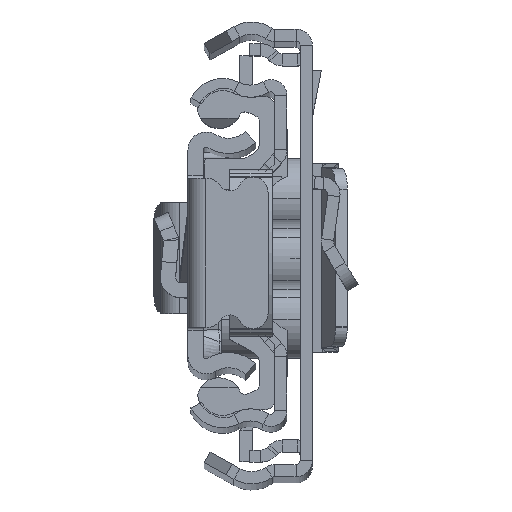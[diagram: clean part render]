
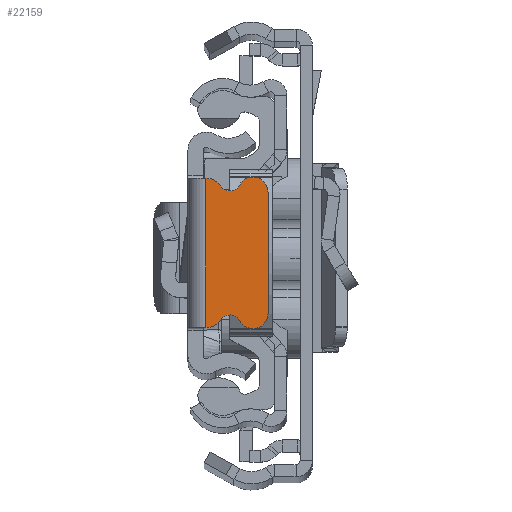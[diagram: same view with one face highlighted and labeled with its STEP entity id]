
A CAD part, top view. The second image highlights one B-rep face of the part: STEP entity #22159.
In plain terms, the highlighted planar face has unit normal (0, 0, 1).
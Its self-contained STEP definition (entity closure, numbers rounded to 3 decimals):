
#34 = EDGE_CURVE ( 'NONE', #3992, #25969, #7417, .T. ) ;
#110 = CARTESIAN_POINT ( 'NONE',  ( -1.929, 7.37, 0. ) ) ;
#137 = AXIS2_PLACEMENT_3D ( 'NONE', #17142, #13111, #10826 ) ;
#394 = CARTESIAN_POINT ( 'NONE',  ( -1.75, -7.37, 0. ) ) ;
#399 = VECTOR ( 'NONE', #3321, 1000. ) ;
#594 = EDGE_LOOP ( 'NONE', ( #15093, #3381, #4745, #17091, #24080, #16513, #16805, #11597, #10801, #17688 ) ) ;
#850 = AXIS2_PLACEMENT_3D ( 'NONE', #11912, #11521, #24148 ) ;
#1252 = EDGE_CURVE ( 'NONE', #2780, #24603, #22481, .T. ) ;
#1409 = VECTOR ( 'NONE', #8531, 1000. ) ;
#1587 = CARTESIAN_POINT ( 'NONE',  ( -1.929, -7.37, 0. ) ) ;
#2416 = VECTOR ( 'NONE', #14742, 1000. ) ;
#2780 = VERTEX_POINT ( 'NONE', #4463 ) ;
#2789 = AXIS2_PLACEMENT_3D ( 'NONE', #3492, #11961, #17725 ) ;
#3321 = DIRECTION ( 'NONE',  ( -1., 0., 0. ) ) ;
#3381 = ORIENTED_EDGE ( 'NONE', *, *, #8113, .F. ) ;
#3492 = CARTESIAN_POINT ( 'NONE',  ( -4.142, 7.236, 0. ) ) ;
#3677 = CIRCLE ( 'NONE', #8787, 1.5 ) ;
#3992 = VERTEX_POINT ( 'NONE', #25056 ) ;
#4463 = CARTESIAN_POINT ( 'NONE',  ( -5.109, 6.713, 0. ) ) ;
#4667 = LINE ( 'NONE', #110, #2416 ) ;
#4715 = EDGE_CURVE ( 'NONE', #20993, #3992, #3677, .T. ) ;
#4745 = ORIENTED_EDGE ( 'NONE', *, *, #21495, .T. ) ;
#5597 = AXIS2_PLACEMENT_3D ( 'NONE', #18204, #18466, #8240 ) ;
#5626 = EDGE_CURVE ( 'NONE', #20190, #2780, #17368, .T. ) ;
#6321 = CARTESIAN_POINT ( 'NONE',  ( -7.929, 6., 0. ) ) ;
#6937 = CARTESIAN_POINT ( 'NONE',  ( -6.429, 6., 0. ) ) ;
#7417 = CIRCLE ( 'NONE', #137, 1.1 ) ;
#8113 = EDGE_CURVE ( 'NONE', #26047, #10595, #4667, .T. ) ;
#8240 = DIRECTION ( 'NONE',  ( 1., 0., 0. ) ) ;
#8531 = DIRECTION ( 'NONE',  ( 0., -1., 0. ) ) ;
#8787 = AXIS2_PLACEMENT_3D ( 'NONE', #16866, #25098, #14328 ) ;
#8820 = DIRECTION ( 'NONE',  ( -1., 0., 0. ) ) ;
#9946 = EDGE_CURVE ( 'NONE', #24603, #20993, #15058, .T. ) ;
#10397 = FACE_OUTER_BOUND ( 'NONE', #594, .T. ) ;
#10595 = VERTEX_POINT ( 'NONE', #25870 ) ;
#10801 = ORIENTED_EDGE ( 'NONE', *, *, #11819, .T. ) ;
#10826 = DIRECTION ( 'NONE',  ( -1., 0., 0. ) ) ;
#11236 = CIRCLE ( 'NONE', #13358, 1.5 ) ;
#11521 = DIRECTION ( 'NONE',  ( 0., 0., 1. ) ) ;
#11597 = ORIENTED_EDGE ( 'NONE', *, *, #34, .T. ) ;
#11819 = EDGE_CURVE ( 'NONE', #25969, #16612, #11236, .T. ) ;
#11912 = CARTESIAN_POINT ( 'NONE',  ( -1.929, 5.87, 0. ) ) ;
#11961 = DIRECTION ( 'NONE',  ( 0., 0., -1. ) ) ;
#13111 = DIRECTION ( 'NONE',  ( 0., 0., -1. ) ) ;
#13358 = AXIS2_PLACEMENT_3D ( 'NONE', #15331, #16938, #19094 ) ;
#13383 = CARTESIAN_POINT ( 'NONE',  ( -1.929, -7.37, 0. ) ) ;
#13920 = LINE ( 'NONE', #13383, #399 ) ;
#14328 = DIRECTION ( 'NONE',  ( 1., 0., 0. ) ) ;
#14742 = DIRECTION ( 'NONE',  ( 1., 0., 0. ) ) ;
#14860 = CARTESIAN_POINT ( 'NONE',  ( -1.75, 0., 0. ) ) ;
#14928 = CARTESIAN_POINT ( 'NONE',  ( -7.929, -6., 0. ) ) ;
#15058 = LINE ( 'NONE', #15466, #20318 ) ;
#15093 = ORIENTED_EDGE ( 'NONE', *, *, #18021, .F. ) ;
#15331 = CARTESIAN_POINT ( 'NONE',  ( -1.929, -5.87, 0. ) ) ;
#15466 = CARTESIAN_POINT ( 'NONE',  ( -7.929, -6., 0. ) ) ;
#15925 = PLANE ( 'NONE',  #5597 ) ;
#16513 = ORIENTED_EDGE ( 'NONE', *, *, #9946, .T. ) ;
#16612 = VERTEX_POINT ( 'NONE', #1587 ) ;
#16805 = ORIENTED_EDGE ( 'NONE', *, *, #4715, .T. ) ;
#16866 = CARTESIAN_POINT ( 'NONE',  ( -6.429, -6., 0. ) ) ;
#16938 = DIRECTION ( 'NONE',  ( 0., 0., 1. ) ) ;
#17091 = ORIENTED_EDGE ( 'NONE', *, *, #5626, .T. ) ;
#17120 = CARTESIAN_POINT ( 'NONE',  ( -3.206, 6.658, 0. ) ) ;
#17142 = CARTESIAN_POINT ( 'NONE',  ( -4.142, -7.236, 0. ) ) ;
#17347 = DIRECTION ( 'NONE',  ( 0., -1., 0. ) ) ;
#17368 = CIRCLE ( 'NONE', #2789, 1.1 ) ;
#17688 = ORIENTED_EDGE ( 'NONE', *, *, #21471, .F. ) ;
#17725 = DIRECTION ( 'NONE',  ( 1., 0., 0. ) ) ;
#18021 = EDGE_CURVE ( 'NONE', #10595, #20553, #23351, .T. ) ;
#18174 = AXIS2_PLACEMENT_3D ( 'NONE', #6937, #23634, #8820 ) ;
#18204 = CARTESIAN_POINT ( 'NONE',  ( 344.071, 0., 0. ) ) ;
#18466 = DIRECTION ( 'NONE',  ( 0., 0., 1. ) ) ;
#19094 = DIRECTION ( 'NONE',  ( 1., 0., 0. ) ) ;
#19279 = CARTESIAN_POINT ( 'NONE',  ( -1.929, 7.37, 0. ) ) ;
#19719 = CIRCLE ( 'NONE', #850, 1.5 ) ;
#20123 = CARTESIAN_POINT ( 'NONE',  ( -3.206, -6.658, 0. ) ) ;
#20190 = VERTEX_POINT ( 'NONE', #17120 ) ;
#20318 = VECTOR ( 'NONE', #17347, 1000. ) ;
#20553 = VERTEX_POINT ( 'NONE', #394 ) ;
#20993 = VERTEX_POINT ( 'NONE', #14928 ) ;
#21471 = EDGE_CURVE ( 'NONE', #20553, #16612, #13920, .T. ) ;
#21495 = EDGE_CURVE ( 'NONE', #26047, #20190, #19719, .T. ) ;
#22159 = ADVANCED_FACE ( 'NONE', ( #10397 ), #15925, .T. ) ;
#22481 = CIRCLE ( 'NONE', #18174, 1.5 ) ;
#23351 = LINE ( 'NONE', #14860, #1409 ) ;
#23634 = DIRECTION ( 'NONE',  ( 0., 0., 1. ) ) ;
#24080 = ORIENTED_EDGE ( 'NONE', *, *, #1252, .T. ) ;
#24148 = DIRECTION ( 'NONE',  ( -1., 0., 0. ) ) ;
#24603 = VERTEX_POINT ( 'NONE', #6321 ) ;
#25056 = CARTESIAN_POINT ( 'NONE',  ( -5.109, -6.713, 0. ) ) ;
#25098 = DIRECTION ( 'NONE',  ( 0., 0., 1. ) ) ;
#25870 = CARTESIAN_POINT ( 'NONE',  ( -1.75, 7.37, 0. ) ) ;
#25969 = VERTEX_POINT ( 'NONE', #20123 ) ;
#26047 = VERTEX_POINT ( 'NONE', #19279 ) ;
